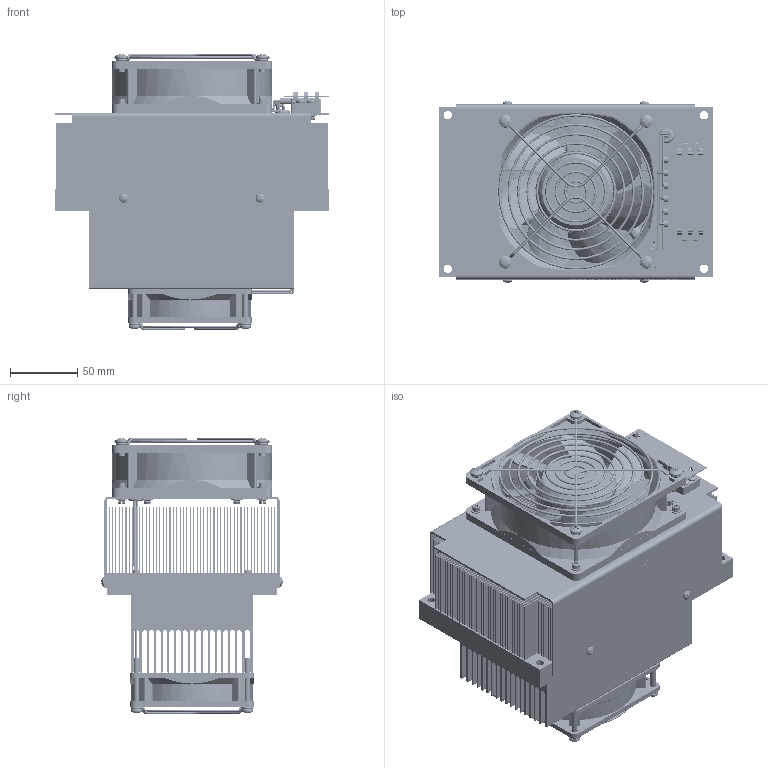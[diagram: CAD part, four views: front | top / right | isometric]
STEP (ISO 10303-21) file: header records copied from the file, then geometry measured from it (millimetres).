
FILE_DESCRIPTION(/* description */ ('Alibre Inc.'),/* implementation_level */ '2;1');
FILE_NAME(/* name */ 'export-4156364A-E5CC-4080-8A52-0733B6A34965',/* time_stamp */ '2022-12-19T16:30:34-05:00',/* author */ (''),/* organization */ (''),/* preprocessor_version */ 'ST-DEVELOPER v17',/* originating_system */ 'Alibre',/* authorisation */ '');
FILE_SCHEMA (('AUTOMOTIVE_DESIGN'));
Length unit declared in the file: millimetre
Products named in the file (65): 4658 Rev H; 12038G_RIBLESS; sc120_w5_RIB; sc120_w5_RING; sc120_w5; ƒŠƒu–³‚µ; SC92-W2
Bounding box: 203.34 x 135.08 x 205.53 mm (x, y, z)
Volume: 1604643.4 mm3; surface area: 1511997.3 mm2
Topology: 159 solids, 159 shells, 4938 faces, 12446 edges, 7992 vertices
Faces by surface type: plane 2260, cylinder 1048, bspline 886, torus 484, cone 200, sphere 60
Full cylindrical faces by diameter (mm): 1.422 x32, 1.6 x4, 1.651 x10, 2.459 x2, 2.642 x20, 3.175 x1, 3.505 x28, 4.166 x12, 4.216 x8, 4.267 x4, 4.318 x8, 4.699 x4, 4.75 x1, 4.826 x10, 5.563 x8, 5.74 x8, 6.299 x4, 6.35 x12, 6.858 x20, 7.925 x2, 7.938 x4, 8.179 x4, 9.474 x4, 9.525 x4, 10.312 x4, 11.1 x2, 12.7 x4
Entity records: 129934 total; most frequent: CARTESIAN_POINT 48991, ORIENTED_EDGE 18004, DIRECTION 12869, EDGE_CURVE 9002, VERTEX_POINT 5866, AXIS2_PLACEMENT_3D 5215, VECTOR 4132, LINE 4132
